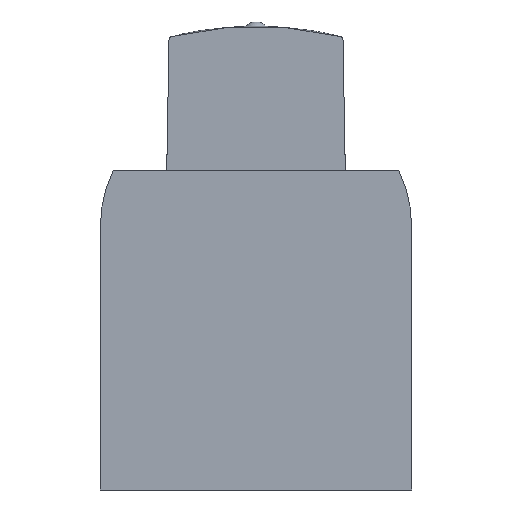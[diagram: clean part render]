
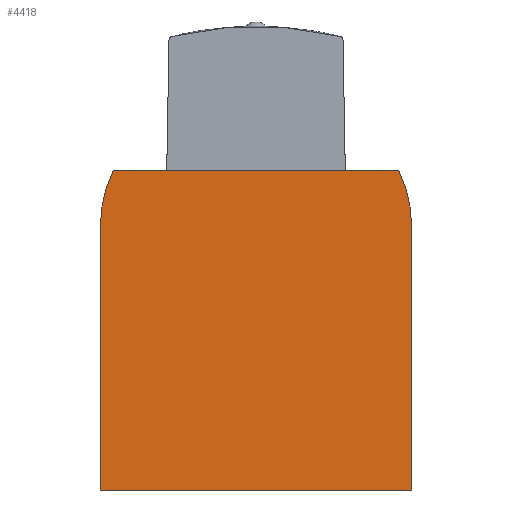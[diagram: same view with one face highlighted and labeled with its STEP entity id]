
A CAD part, front view. The second image highlights one B-rep face of the part: STEP entity #4418.
In plain terms, the highlighted planar face has unit normal (0, -1, 0).
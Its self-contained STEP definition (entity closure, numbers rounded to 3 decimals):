
#186=CIRCLE('',#4675,30.);
#188=CIRCLE('',#4678,30.);
#508=ORIENTED_EDGE('',*,*,#1080,.F.);
#509=ORIENTED_EDGE('',*,*,#1284,.F.);
#510=ORIENTED_EDGE('',*,*,#1101,.F.);
#511=ORIENTED_EDGE('',*,*,#1280,.F.);
#512=ORIENTED_EDGE('',*,*,#1272,.F.);
#513=ORIENTED_EDGE('',*,*,#1278,.F.);
#1080=EDGE_CURVE('',#1491,#1492,#1790,.T.);
#1101=EDGE_CURVE('',#1512,#1513,#1805,.T.);
#1272=EDGE_CURVE('',#1655,#1656,#1899,.T.);
#1278=EDGE_CURVE('',#1492,#1655,#186,.T.);
#1280=EDGE_CURVE('',#1656,#1512,#188,.T.);
#1284=EDGE_CURVE('',#1513,#1491,#1903,.T.);
#1491=VERTEX_POINT('',#5823);
#1492=VERTEX_POINT('',#5824);
#1512=VERTEX_POINT('',#5866);
#1513=VERTEX_POINT('',#5867);
#1655=VERTEX_POINT('',#6323);
#1656=VERTEX_POINT('',#6325);
#1790=LINE('',#5822,#2044);
#1805=LINE('',#5865,#2059);
#1899=LINE('',#6324,#2153);
#1903=LINE('',#6346,#2157);
#2044=VECTOR('',#4914,1000.);
#2059=VECTOR('',#4943,1000.);
#2153=VECTOR('',#5197,1000.);
#2157=VECTOR('',#5225,1000.);
#2365=EDGE_LOOP('',(#508,#509,#510,#511,#512,#513));
#2651=FACE_BOUND('',#2365,.T.);
#2888=PLANE('',#4684);
#4418=ADVANCED_FACE('',(#2651),#2888,.F.);
#4675=AXIS2_PLACEMENT_3D('',#6336,#5209,#5210);
#4678=AXIS2_PLACEMENT_3D('',#6339,#5215,#5216);
#4684=AXIS2_PLACEMENT_3D('',#6350,#5230,#5231);
#4914=DIRECTION('',(0.,0.,1.));
#4943=DIRECTION('',(0.,0.,-1.));
#5197=DIRECTION('',(1.,0.,0.));
#5209=DIRECTION('',(0.,1.,0.));
#5210=DIRECTION('',(1.,0.,0.));
#5215=DIRECTION('',(0.,1.,0.));
#5216=DIRECTION('',(1.,0.,0.));
#5225=DIRECTION('',(-1.,0.,0.));
#5230=DIRECTION('',(0.,1.,0.));
#5231=DIRECTION('',(0.,0.,1.));
#5822=CARTESIAN_POINT('',(-36.,0.,0.));
#5823=CARTESIAN_POINT('',(-36.,0.,0.));
#5824=CARTESIAN_POINT('',(-36.,0.,61.));
#5865=CARTESIAN_POINT('',(36.,0.,61.));
#5866=CARTESIAN_POINT('',(36.,0.,61.));
#5867=CARTESIAN_POINT('',(36.,0.,0.));
#6323=CARTESIAN_POINT('',(-33.037,0.,74.));
#6324=CARTESIAN_POINT('',(-33.037,0.,74.));
#6325=CARTESIAN_POINT('',(33.037,0.,74.));
#6336=CARTESIAN_POINT('',(-6.,0.,61.));
#6339=CARTESIAN_POINT('',(6.,0.,61.));
#6346=CARTESIAN_POINT('',(36.,0.,0.));
#6350=CARTESIAN_POINT('',(-6.,0.,61.));
